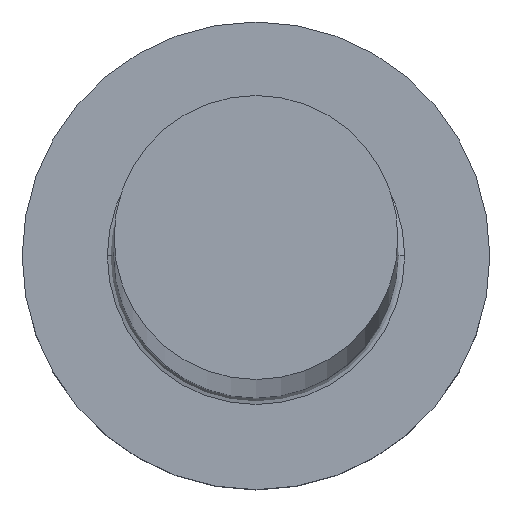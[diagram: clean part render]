
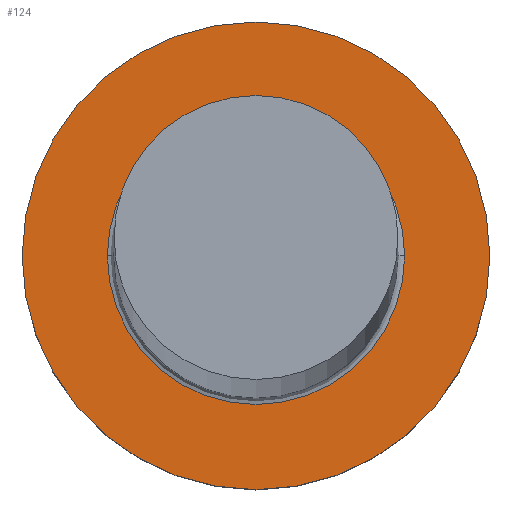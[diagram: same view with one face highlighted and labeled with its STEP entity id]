
A CAD part, top view. The second image highlights one B-rep face of the part: STEP entity #124.
In plain terms, the highlighted planar face has unit normal (0, 0, 1).
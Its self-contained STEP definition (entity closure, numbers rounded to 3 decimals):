
#1 = CARTESIAN_POINT ( 'NONE',  ( 0., 0., 5. ) ) ;
#5 = EDGE_CURVE ( 'NONE', #180, #230, #273, .T. ) ;
#19 = CARTESIAN_POINT ( 'NONE',  ( 0., 0., 5. ) ) ;
#25 = CIRCLE ( 'NONE', #248, 4.45 ) ;
#40 = CIRCLE ( 'NONE', #160, 7. ) ;
#45 = CARTESIAN_POINT ( 'NONE',  ( 0., 0., 5. ) ) ;
#47 = CARTESIAN_POINT ( 'NONE',  ( 0., 0., 5. ) ) ;
#74 = AXIS2_PLACEMENT_3D ( 'NONE', #47, #279, #236 ) ;
#91 = EDGE_LOOP ( 'NONE', ( #134, #257 ) ) ;
#112 = CARTESIAN_POINT ( 'NONE',  ( 7., 0., 5. ) ) ;
#113 = FACE_OUTER_BOUND ( 'NONE', #129, .T. ) ;
#117 = EDGE_CURVE ( 'NONE', #155, #157, #259, .T. ) ;
#124 = ADVANCED_FACE ( 'NONE', ( #184, #113 ), #208, .T. ) ;
#129 = EDGE_LOOP ( 'NONE', ( #284, #154 ) ) ;
#134 = ORIENTED_EDGE ( 'NONE', *, *, #5, .T. ) ;
#154 = ORIENTED_EDGE ( 'NONE', *, *, #218, .T. ) ;
#155 = VERTEX_POINT ( 'NONE', #232 ) ;
#157 = VERTEX_POINT ( 'NONE', #112 ) ;
#158 = DIRECTION ( 'NONE',  ( 1., 0., 0. ) ) ;
#159 = AXIS2_PLACEMENT_3D ( 'NONE', #45, #239, #301 ) ;
#160 = AXIS2_PLACEMENT_3D ( 'NONE', #216, #287, #243 ) ;
#162 = EDGE_CURVE ( 'NONE', #230, #180, #25, .T. ) ;
#180 = VERTEX_POINT ( 'NONE', #191 ) ;
#182 = DIRECTION ( 'NONE',  ( 0., 0., -1. ) ) ;
#184 = FACE_BOUND ( 'NONE', #91, .T. ) ;
#188 = CARTESIAN_POINT ( 'NONE',  ( -4.45, 0., 5. ) ) ;
#191 = CARTESIAN_POINT ( 'NONE',  ( 4.45, 0., 5. ) ) ;
#193 = DIRECTION ( 'NONE',  ( 1., 0., 0. ) ) ;
#195 = DIRECTION ( 'NONE',  ( 0., 0., -1. ) ) ;
#208 = PLANE ( 'NONE',  #159 ) ;
#216 = CARTESIAN_POINT ( 'NONE',  ( 0., 0., 5. ) ) ;
#218 = EDGE_CURVE ( 'NONE', #157, #155, #40, .T. ) ;
#230 = VERTEX_POINT ( 'NONE', #188 ) ;
#232 = CARTESIAN_POINT ( 'NONE',  ( -7., 0., 5. ) ) ;
#236 = DIRECTION ( 'NONE',  ( 1., 0., 0. ) ) ;
#239 = DIRECTION ( 'NONE',  ( 0., 0., 1. ) ) ;
#243 = DIRECTION ( 'NONE',  ( 1., 0., 0. ) ) ;
#248 = AXIS2_PLACEMENT_3D ( 'NONE', #1, #195, #193 ) ;
#257 = ORIENTED_EDGE ( 'NONE', *, *, #162, .T. ) ;
#258 = AXIS2_PLACEMENT_3D ( 'NONE', #19, #182, #158 ) ;
#259 = CIRCLE ( 'NONE', #74, 7. ) ;
#273 = CIRCLE ( 'NONE', #258, 4.45 ) ;
#279 = DIRECTION ( 'NONE',  ( 0., 0., 1. ) ) ;
#284 = ORIENTED_EDGE ( 'NONE', *, *, #117, .T. ) ;
#287 = DIRECTION ( 'NONE',  ( 0., 0., 1. ) ) ;
#301 = DIRECTION ( 'NONE',  ( 1., 0., 0. ) ) ;
